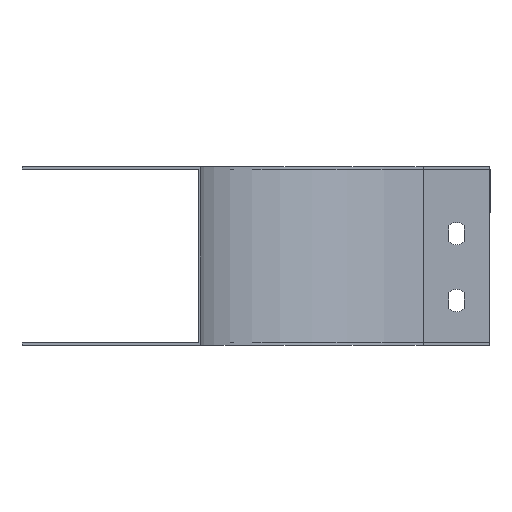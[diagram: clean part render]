
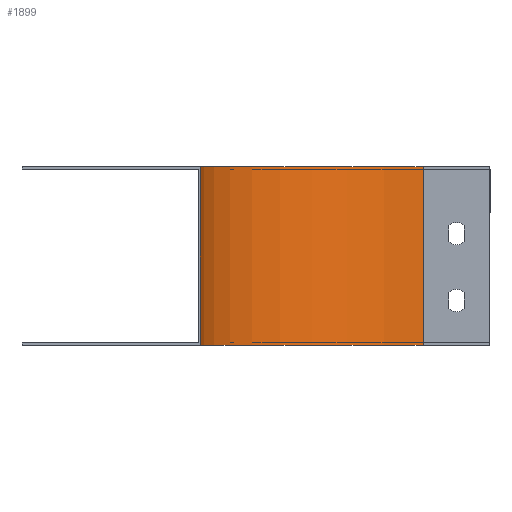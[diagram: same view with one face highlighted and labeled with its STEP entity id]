
A CAD part, left-side view. The second image highlights one B-rep face of the part: STEP entity #1899.
In plain terms, the highlighted cylindrical face has radius 100 mm (diameter 200 mm), a partial arc.
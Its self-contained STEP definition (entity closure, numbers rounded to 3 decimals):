
#68 = CARTESIAN_POINT ( 'NONE',  ( -100., 30., 1. ) ) ;
#70 = DIRECTION ( 'NONE',  ( 0., 0., -1. ) ) ;
#95 = DIRECTION ( 'NONE',  ( -1., 0., 0. ) ) ;
#248 = AXIS2_PLACEMENT_3D ( 'NONE', #68, #70, #95 ) ;
#321 = EDGE_CURVE ( 'NONE', #486, #490, #454, .T. ) ;
#329 = EDGE_CURVE ( 'NONE', #1543, #1570, #466, .T. ) ;
#330 = EDGE_CURVE ( 'NONE', #490, #1570, #468, .T. ) ;
#385 = EDGE_CURVE ( 'NONE', #486, #1543, #1326, .T. ) ;
#454 = LINE ( 'NONE', #955, #458 ) ;
#458 = VECTOR ( 'NONE', #945, 1000. ) ;
#466 = LINE ( 'NONE', #1006, #471 ) ;
#468 = CIRCLE ( 'NONE', #1117, 100. ) ;
#471 = VECTOR ( 'NONE', #998, 1000. ) ;
#486 = VERTEX_POINT ( 'NONE', #2109 ) ;
#490 = VERTEX_POINT ( 'NONE', #2156 ) ;
#639 = EDGE_LOOP ( 'NONE', ( #1764, #1753, #1747, #1758 ) ) ;
#741 = CARTESIAN_POINT ( 'NONE',  ( 0., 30., -79. ) ) ;
#945 = DIRECTION ( 'NONE',  ( 0., 0., -1. ) ) ;
#955 = CARTESIAN_POINT ( 'NONE',  ( -100., 130., 1. ) ) ;
#993 = DIRECTION ( 'NONE',  ( -1., 0., 0. ) ) ;
#995 = DIRECTION ( 'NONE',  ( 0., 0., -1. ) ) ;
#996 = CARTESIAN_POINT ( 'NONE',  ( -100., 30., -79. ) ) ;
#998 = DIRECTION ( 'NONE',  ( 0., 0., -1. ) ) ;
#1006 = CARTESIAN_POINT ( 'NONE',  ( 0., 30., 1. ) ) ;
#1060 = CARTESIAN_POINT ( 'NONE',  ( 0., 30., 1. ) ) ;
#1098 = AXIS2_PLACEMENT_3D ( 'NONE', #2001, #2000, #1999 ) ;
#1117 = AXIS2_PLACEMENT_3D ( 'NONE', #996, #995, #993 ) ;
#1326 = CIRCLE ( 'NONE', #1098, 100. ) ;
#1543 = VERTEX_POINT ( 'NONE', #1060 ) ;
#1570 = VERTEX_POINT ( 'NONE', #741 ) ;
#1747 = ORIENTED_EDGE ( 'NONE', *, *, #329, .F. ) ;
#1753 = ORIENTED_EDGE ( 'NONE', *, *, #330, .T. ) ;
#1758 = ORIENTED_EDGE ( 'NONE', *, *, #385, .F. ) ;
#1764 = ORIENTED_EDGE ( 'NONE', *, *, #321, .T. ) ;
#1899 = ADVANCED_FACE ( 'NONE', ( #2483 ), #2490, .F. ) ;
#1999 = DIRECTION ( 'NONE',  ( -1., 0., 0. ) ) ;
#2000 = DIRECTION ( 'NONE',  ( 0., 0., -1. ) ) ;
#2001 = CARTESIAN_POINT ( 'NONE',  ( -100., 30., 1. ) ) ;
#2109 = CARTESIAN_POINT ( 'NONE',  ( -100., 130., 1. ) ) ;
#2156 = CARTESIAN_POINT ( 'NONE',  ( -100., 130., -79. ) ) ;
#2483 = FACE_OUTER_BOUND ( 'NONE', #639, .T. ) ;
#2490 = CYLINDRICAL_SURFACE ( 'NONE', #248, 100. ) ;
